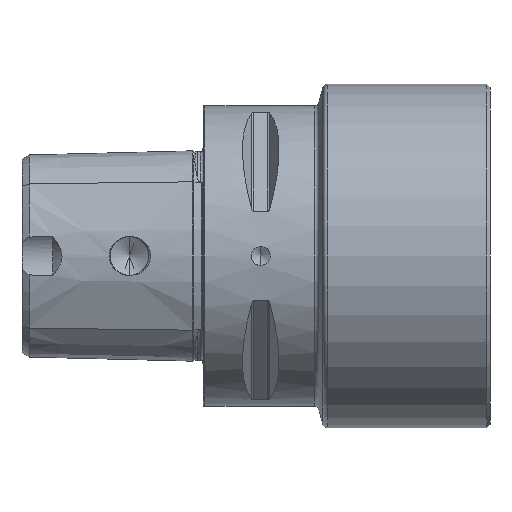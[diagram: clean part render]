
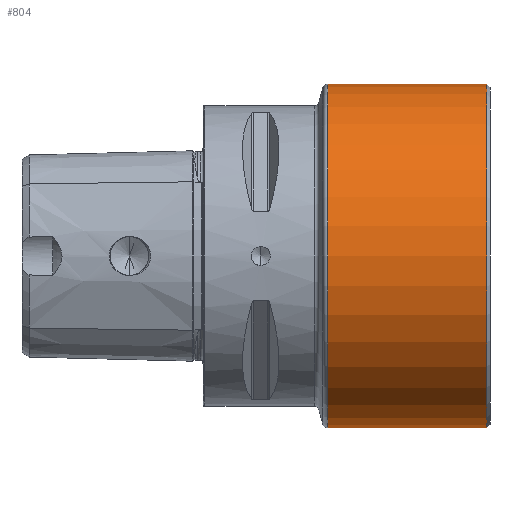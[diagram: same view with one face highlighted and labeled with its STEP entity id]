
A CAD part, front view. The second image highlights one B-rep face of the part: STEP entity #804.
In plain terms, the highlighted cylindrical face has radius 36 mm (diameter 72 mm), a partial arc.
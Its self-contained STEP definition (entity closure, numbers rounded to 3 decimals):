
#248 = DIRECTION ( 'NONE',  ( -1., 0., 0. ) ) ;
#317 = EDGE_CURVE ( 'NONE', #2372, #3713, #3179, .T. ) ;
#587 = VECTOR ( 'NONE', #248, 1000. ) ;
#804 = ADVANCED_FACE ( 'NONE', ( #5609 ), #5642, .T. ) ;
#819 = VERTEX_POINT ( 'NONE', #4652 ) ;
#1112 = DIRECTION ( 'NONE',  ( 0., 0., 1. ) ) ;
#1244 = DIRECTION ( 'NONE',  ( 0., 0., 1. ) ) ;
#1501 = DIRECTION ( 'NONE',  ( -1., 0., 0. ) ) ;
#1511 = ORIENTED_EDGE ( 'NONE', *, *, #6170, .T. ) ;
#1628 = EDGE_CURVE ( 'NONE', #2372, #2235, #6175, .T. ) ;
#1678 = ORIENTED_EDGE ( 'NONE', *, *, #2880, .F. ) ;
#1901 = CARTESIAN_POINT ( 'NONE',  ( 25.973, 0., -36. ) ) ;
#1920 = ORIENTED_EDGE ( 'NONE', *, *, #1628, .F. ) ;
#2235 = VERTEX_POINT ( 'NONE', #1901 ) ;
#2372 = VERTEX_POINT ( 'NONE', #4062 ) ;
#2512 = CARTESIAN_POINT ( 'NONE',  ( -44.062, 0., 36. ) ) ;
#2616 = CARTESIAN_POINT ( 'NONE',  ( -44.062, 0., 0. ) ) ;
#2642 = AXIS2_PLACEMENT_3D ( 'NONE', #5853, #3778, #4236 ) ;
#2880 = EDGE_CURVE ( 'NONE', #2235, #819, #4635, .T. ) ;
#3179 = CIRCLE ( 'NONE', #3284, 36. ) ;
#3284 = AXIS2_PLACEMENT_3D ( 'NONE', #5767, #5346, #1244 ) ;
#3596 = DIRECTION ( 'NONE',  ( -1., 0., 0. ) ) ;
#3676 = CARTESIAN_POINT ( 'NONE',  ( -44.062, 0., -36. ) ) ;
#3713 = VERTEX_POINT ( 'NONE', #3920 ) ;
#3778 = DIRECTION ( 'NONE',  ( -1., 0., 0. ) ) ;
#3920 = CARTESIAN_POINT ( 'NONE',  ( 59.3, 0., 36. ) ) ;
#4062 = CARTESIAN_POINT ( 'NONE',  ( 59.3, 0., -36. ) ) ;
#4236 = DIRECTION ( 'NONE',  ( 0., 0., 1. ) ) ;
#4635 = CIRCLE ( 'NONE', #2642, 36. ) ;
#4652 = CARTESIAN_POINT ( 'NONE',  ( 25.973, 0., 36. ) ) ;
#5057 = AXIS2_PLACEMENT_3D ( 'NONE', #2616, #3596, #1112 ) ;
#5346 = DIRECTION ( 'NONE',  ( -1., 0., 0. ) ) ;
#5602 = VECTOR ( 'NONE', #1501, 1000. ) ;
#5609 = FACE_OUTER_BOUND ( 'NONE', #5881, .T. ) ;
#5642 = CYLINDRICAL_SURFACE ( 'NONE', #5057, 36. ) ;
#5767 = CARTESIAN_POINT ( 'NONE',  ( 59.3, 0., 0. ) ) ;
#5853 = CARTESIAN_POINT ( 'NONE',  ( 25.973, 0., 0. ) ) ;
#5881 = EDGE_LOOP ( 'NONE', ( #1920, #6402, #1511, #1678 ) ) ;
#6170 = EDGE_CURVE ( 'NONE', #3713, #819, #6425, .T. ) ;
#6175 = LINE ( 'NONE', #3676, #587 ) ;
#6402 = ORIENTED_EDGE ( 'NONE', *, *, #317, .T. ) ;
#6425 = LINE ( 'NONE', #2512, #5602 ) ;
